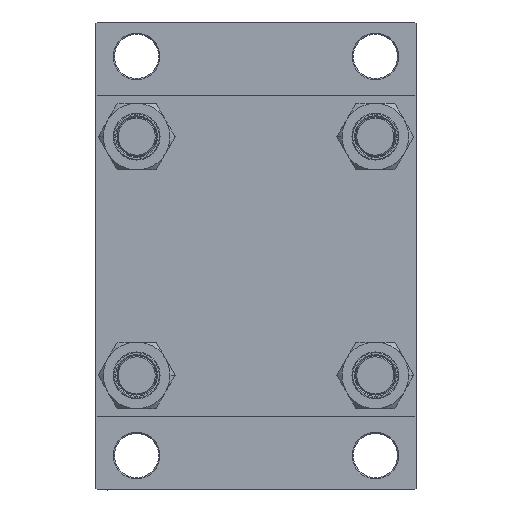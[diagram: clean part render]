
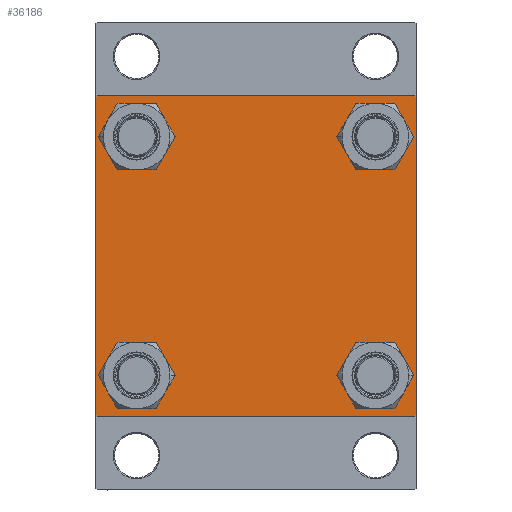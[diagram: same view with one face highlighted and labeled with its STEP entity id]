
A CAD part, left-side view. The second image highlights one B-rep face of the part: STEP entity #36186.
In plain terms, the highlighted planar face has unit normal (-1, 0, 0).
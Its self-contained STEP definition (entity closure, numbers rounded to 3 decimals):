
#276 = DIRECTION ( 'NONE',  ( -1., 0., 0. ) ) ;
#778 = ORIENTED_EDGE ( 'NONE', *, *, #6056, .T. ) ;
#1045 = DIRECTION ( 'NONE',  ( 0., 0.707, -0.707 ) ) ;
#1566 = EDGE_CURVE ( 'NONE', #1746, #31360, #23516, .T. ) ;
#1746 = VERTEX_POINT ( 'NONE', #15925 ) ;
#2317 = EDGE_LOOP ( 'NONE', ( #29480, #32037 ) ) ;
#2415 = DIRECTION ( 'NONE',  ( 1., 0., 0. ) ) ;
#2921 = EDGE_CURVE ( 'NONE', #36592, #32259, #25876, .T. ) ;
#3049 = DIRECTION ( 'NONE',  ( 0., 0., 1. ) ) ;
#3303 = DIRECTION ( 'NONE',  ( 0., 0., 1. ) ) ;
#3407 = VERTEX_POINT ( 'NONE', #5108 ) ;
#3787 = CARTESIAN_POINT ( 'NONE',  ( 0., -48.45, -48.45 ) ) ;
#3934 = CIRCLE ( 'NONE', #40275, 8.5 ) ;
#4897 = EDGE_LOOP ( 'NONE', ( #17698, #42073 ) ) ;
#5108 = CARTESIAN_POINT ( 'NONE',  ( 0., -48.45, 56.95 ) ) ;
#5426 = EDGE_CURVE ( 'NONE', #20267, #10116, #44808, .T. ) ;
#5732 = VERTEX_POINT ( 'NONE', #44274 ) ;
#5936 = CIRCLE ( 'NONE', #19845, 8.5 ) ;
#6056 = EDGE_CURVE ( 'NONE', #19963, #34536, #31131, .T. ) ;
#6923 = EDGE_CURVE ( 'NONE', #42756, #8927, #32390, .T. ) ;
#7192 = CARTESIAN_POINT ( 'NONE',  ( 0., -64.75, 64.75 ) ) ;
#7795 = FACE_OUTER_BOUND ( 'NONE', #45905, .T. ) ;
#7980 = CARTESIAN_POINT ( 'NONE',  ( 0., 65., -65. ) ) ;
#8488 = DIRECTION ( 'NONE',  ( 1., 0., 0. ) ) ;
#8927 = VERTEX_POINT ( 'NONE', #28734 ) ;
#8936 = DIRECTION ( 'NONE',  ( 1., 0., 0. ) ) ;
#9685 = DIRECTION ( 'NONE',  ( 1., 0., 0. ) ) ;
#9904 = DIRECTION ( 'NONE',  ( 1., 0., 0. ) ) ;
#10116 = VERTEX_POINT ( 'NONE', #24052 ) ;
#10772 = CARTESIAN_POINT ( 'NONE',  ( 0., -48.45, 39.95 ) ) ;
#10970 = ORIENTED_EDGE ( 'NONE', *, *, #22723, .T. ) ;
#11166 = DIRECTION ( 'NONE',  ( 0., 0., 1. ) ) ;
#11721 = CARTESIAN_POINT ( 'NONE',  ( 0., -48.45, 48.45 ) ) ;
#11799 = CARTESIAN_POINT ( 'NONE',  ( 0., -64.75, -64.75 ) ) ;
#12069 = ORIENTED_EDGE ( 'NONE', *, *, #39688, .T. ) ;
#12102 = VECTOR ( 'NONE', #47873, 1000. ) ;
#12742 = DIRECTION ( 'NONE',  ( 0., 0., -1. ) ) ;
#12934 = LINE ( 'NONE', #11799, #26187 ) ;
#13333 = DIRECTION ( 'NONE',  ( 0., 0., 1. ) ) ;
#13547 = DIRECTION ( 'NONE',  ( 0., 0., 1. ) ) ;
#15257 = EDGE_CURVE ( 'NONE', #33422, #3407, #43259, .T. ) ;
#15560 = DIRECTION ( 'NONE',  ( 0., 0., 1. ) ) ;
#15925 = CARTESIAN_POINT ( 'NONE',  ( 0., 48.45, -39.95 ) ) ;
#15993 = EDGE_CURVE ( 'NONE', #43720, #5732, #43293, .T. ) ;
#16311 = CARTESIAN_POINT ( 'NONE',  ( 0., 64.75, 64.75 ) ) ;
#16860 = EDGE_LOOP ( 'NONE', ( #45479, #12069 ) ) ;
#17201 = EDGE_CURVE ( 'NONE', #10116, #41613, #12934, .T. ) ;
#17391 = AXIS2_PLACEMENT_3D ( 'NONE', #40593, #17594, #3049 ) ;
#17594 = DIRECTION ( 'NONE',  ( 1., 0., 0. ) ) ;
#17655 = LINE ( 'NONE', #21519, #31922 ) ;
#17698 = ORIENTED_EDGE ( 'NONE', *, *, #44282, .T. ) ;
#18308 = CARTESIAN_POINT ( 'NONE',  ( 0., 48.45, -56.95 ) ) ;
#18413 = CARTESIAN_POINT ( 'NONE',  ( 0., 48.45, 48.45 ) ) ;
#19122 = DIRECTION ( 'NONE',  ( 0., -1., 0. ) ) ;
#19845 = AXIS2_PLACEMENT_3D ( 'NONE', #39706, #2415, #13333 ) ;
#19883 = CIRCLE ( 'NONE', #46953, 8.5 ) ;
#19963 = VERTEX_POINT ( 'NONE', #38221 ) ;
#20267 = VERTEX_POINT ( 'NONE', #37685 ) ;
#21180 = AXIS2_PLACEMENT_3D ( 'NONE', #32169, #8936, #13547 ) ;
#21211 = CARTESIAN_POINT ( 'NONE',  ( 0., -48.45, -39.95 ) ) ;
#21350 = CARTESIAN_POINT ( 'NONE',  ( 0., 64.5, 65. ) ) ;
#21456 = ORIENTED_EDGE ( 'NONE', *, *, #40137, .F. ) ;
#21519 = CARTESIAN_POINT ( 'NONE',  ( 0., -65., 65. ) ) ;
#21710 = CARTESIAN_POINT ( 'NONE',  ( 0., 48.45, 56.95 ) ) ;
#22355 = AXIS2_PLACEMENT_3D ( 'NONE', #11721, #26234, #44898 ) ;
#22423 = ORIENTED_EDGE ( 'NONE', *, *, #6923, .T. ) ;
#22525 = ORIENTED_EDGE ( 'NONE', *, *, #33493, .T. ) ;
#22558 = FACE_BOUND ( 'NONE', #2317, .T. ) ;
#22723 = EDGE_CURVE ( 'NONE', #5732, #43720, #3934, .T. ) ;
#23079 = LINE ( 'NONE', #34690, #34544 ) ;
#23122 = CARTESIAN_POINT ( 'NONE',  ( 0., 64.75, -64.75 ) ) ;
#23516 = CIRCLE ( 'NONE', #21180, 8.5 ) ;
#24052 = CARTESIAN_POINT ( 'NONE',  ( 0., -64.5, -65. ) ) ;
#25876 = CIRCLE ( 'NONE', #17391, 8.5 ) ;
#26187 = VECTOR ( 'NONE', #26541, 1000. ) ;
#26234 = DIRECTION ( 'NONE',  ( 1., 0., 0. ) ) ;
#26541 = DIRECTION ( 'NONE',  ( 0., -0.707, 0.707 ) ) ;
#27397 = EDGE_LOOP ( 'NONE', ( #30547, #10970 ) ) ;
#28300 = CARTESIAN_POINT ( 'NONE',  ( 0., -48.45, 48.45 ) ) ;
#28734 = CARTESIAN_POINT ( 'NONE',  ( 0., -64.5, 65. ) ) ;
#29480 = ORIENTED_EDGE ( 'NONE', *, *, #43292, .T. ) ;
#29669 = LINE ( 'NONE', #23122, #43203 ) ;
#30025 = ORIENTED_EDGE ( 'NONE', *, *, #5426, .T. ) ;
#30467 = VECTOR ( 'NONE', #1045, 1000. ) ;
#30547 = ORIENTED_EDGE ( 'NONE', *, *, #15993, .T. ) ;
#30918 = EDGE_CURVE ( 'NONE', #42756, #41613, #17655, .T. ) ;
#30986 = DIRECTION ( 'NONE',  ( 0., 0., 1. ) ) ;
#31056 = DIRECTION ( 'NONE',  ( 0., -1., 0. ) ) ;
#31131 = LINE ( 'NONE', #45909, #33688 ) ;
#31360 = VERTEX_POINT ( 'NONE', #18308 ) ;
#31717 = DIRECTION ( 'NONE',  ( 0., 0., -1. ) ) ;
#31922 = VECTOR ( 'NONE', #31717, 1000. ) ;
#32037 = ORIENTED_EDGE ( 'NONE', *, *, #15257, .T. ) ;
#32169 = CARTESIAN_POINT ( 'NONE',  ( 0., 48.45, -48.45 ) ) ;
#32259 = VERTEX_POINT ( 'NONE', #21710 ) ;
#32390 = LINE ( 'NONE', #7192, #12102 ) ;
#32759 = VERTEX_POINT ( 'NONE', #21350 ) ;
#33422 = VERTEX_POINT ( 'NONE', #10772 ) ;
#33450 = CARTESIAN_POINT ( 'NONE',  ( 0., 0., 0. ) ) ;
#33463 = ORIENTED_EDGE ( 'NONE', *, *, #45756, .T. ) ;
#33493 = EDGE_CURVE ( 'NONE', #32759, #19963, #34943, .T. ) ;
#33688 = VECTOR ( 'NONE', #12742, 1000. ) ;
#33854 = CIRCLE ( 'NONE', #36932, 8.5 ) ;
#33933 = PLANE ( 'NONE',  #42166 ) ;
#34188 = ORIENTED_EDGE ( 'NONE', *, *, #30918, .F. ) ;
#34536 = VERTEX_POINT ( 'NONE', #45898 ) ;
#34544 = VECTOR ( 'NONE', #31056, 1000. ) ;
#34590 = CARTESIAN_POINT ( 'NONE',  ( 0., -65., -64.5 ) ) ;
#34690 = CARTESIAN_POINT ( 'NONE',  ( 0., 65., 65. ) ) ;
#34943 = LINE ( 'NONE', #16311, #30467 ) ;
#36186 = ADVANCED_FACE ( 'NONE', ( #22558, #45319, #37575, #44858, #7795 ), #33933, .T. ) ;
#36286 = DIRECTION ( 'NONE',  ( 0., 0., 1. ) ) ;
#36592 = VERTEX_POINT ( 'NONE', #42780 ) ;
#36932 = AXIS2_PLACEMENT_3D ( 'NONE', #18413, #37307, #11166 ) ;
#37307 = DIRECTION ( 'NONE',  ( 1., 0., 0. ) ) ;
#37575 = FACE_BOUND ( 'NONE', #16860, .T. ) ;
#37685 = CARTESIAN_POINT ( 'NONE',  ( 0., 64.5, -65. ) ) ;
#38221 = CARTESIAN_POINT ( 'NONE',  ( 0., 65., 64.5 ) ) ;
#39688 = EDGE_CURVE ( 'NONE', #31360, #1746, #5936, .T. ) ;
#39706 = CARTESIAN_POINT ( 'NONE',  ( 0., 48.45, -48.45 ) ) ;
#40137 = EDGE_CURVE ( 'NONE', #32759, #8927, #23079, .T. ) ;
#40211 = AXIS2_PLACEMENT_3D ( 'NONE', #3787, #9685, #3303 ) ;
#40275 = AXIS2_PLACEMENT_3D ( 'NONE', #45767, #8488, #30986 ) ;
#40593 = CARTESIAN_POINT ( 'NONE',  ( 0., 48.45, 48.45 ) ) ;
#41613 = VERTEX_POINT ( 'NONE', #34590 ) ;
#42073 = ORIENTED_EDGE ( 'NONE', *, *, #2921, .T. ) ;
#42166 = AXIS2_PLACEMENT_3D ( 'NONE', #33450, #276, #15560 ) ;
#42261 = DIRECTION ( 'NONE',  ( 0., -0.707, -0.707 ) ) ;
#42756 = VERTEX_POINT ( 'NONE', #43735 ) ;
#42780 = CARTESIAN_POINT ( 'NONE',  ( 0., 48.45, 39.95 ) ) ;
#43203 = VECTOR ( 'NONE', #42261, 1000. ) ;
#43259 = CIRCLE ( 'NONE', #22355, 8.5 ) ;
#43292 = EDGE_CURVE ( 'NONE', #3407, #33422, #19883, .T. ) ;
#43293 = CIRCLE ( 'NONE', #40211, 8.5 ) ;
#43720 = VERTEX_POINT ( 'NONE', #21211 ) ;
#43735 = CARTESIAN_POINT ( 'NONE',  ( 0., -65., 64.5 ) ) ;
#44274 = CARTESIAN_POINT ( 'NONE',  ( 0., -48.45, -56.95 ) ) ;
#44282 = EDGE_CURVE ( 'NONE', #32259, #36592, #33854, .T. ) ;
#44808 = LINE ( 'NONE', #7980, #46044 ) ;
#44858 = FACE_BOUND ( 'NONE', #4897, .T. ) ;
#44898 = DIRECTION ( 'NONE',  ( 0., 0., 1. ) ) ;
#45319 = FACE_BOUND ( 'NONE', #27397, .T. ) ;
#45479 = ORIENTED_EDGE ( 'NONE', *, *, #1566, .T. ) ;
#45756 = EDGE_CURVE ( 'NONE', #34536, #20267, #29669, .T. ) ;
#45767 = CARTESIAN_POINT ( 'NONE',  ( 0., -48.45, -48.45 ) ) ;
#45898 = CARTESIAN_POINT ( 'NONE',  ( 0., 65., -64.5 ) ) ;
#45905 = EDGE_LOOP ( 'NONE', ( #778, #33463, #30025, #47751, #34188, #22423, #21456, #22525 ) ) ;
#45909 = CARTESIAN_POINT ( 'NONE',  ( 0., 65., 65. ) ) ;
#46044 = VECTOR ( 'NONE', #19122, 1000. ) ;
#46953 = AXIS2_PLACEMENT_3D ( 'NONE', #28300, #9904, #36286 ) ;
#47751 = ORIENTED_EDGE ( 'NONE', *, *, #17201, .T. ) ;
#47873 = DIRECTION ( 'NONE',  ( 0., 0.707, 0.707 ) ) ;
